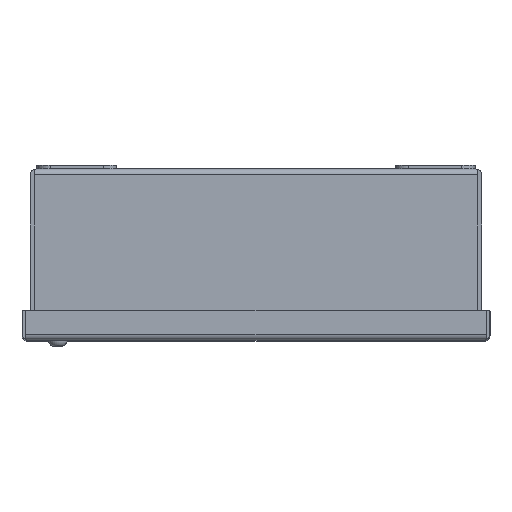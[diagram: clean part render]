
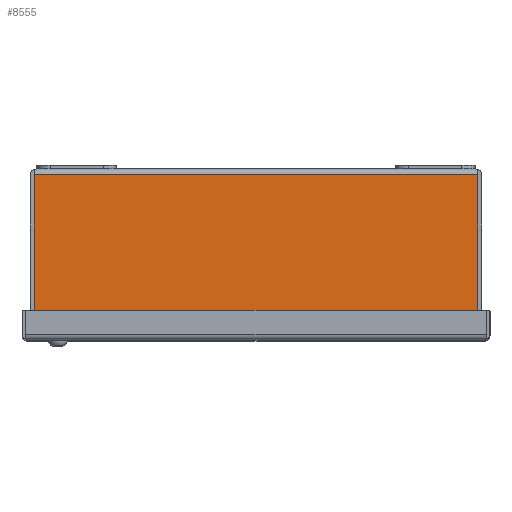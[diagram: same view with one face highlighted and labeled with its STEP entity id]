
A CAD part, top view. The second image highlights one B-rep face of the part: STEP entity #8555.
In plain terms, the highlighted planar face has unit normal (0, 0, 1).
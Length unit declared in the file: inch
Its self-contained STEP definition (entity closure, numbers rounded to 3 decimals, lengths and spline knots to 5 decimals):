
#190 = FACE_OUTER_BOUND ( 'NONE', #21530, .T. ) ;
#311 = VERTEX_POINT ( 'NONE', #22862 ) ;
#317 = DIRECTION ( 'NONE',  ( -1., 0., 0. ) ) ;
#963 = CARTESIAN_POINT ( 'NONE',  ( 29.156, -2.892, 5.875 ) ) ;
#1350 = LINE ( 'NONE', #9599, #10414 ) ;
#2179 = EDGE_CURVE ( 'NONE', #4969, #2465, #3769, .T. ) ;
#2465 = VERTEX_POINT ( 'NONE', #14849 ) ;
#3439 = CARTESIAN_POINT ( 'NONE',  ( 4.17721, -0.108, 5.875 ) ) ;
#3769 = LINE ( 'NONE', #9779, #15360 ) ;
#4239 = EDGE_CURVE ( 'NONE', #17576, #311, #1350, .T. ) ;
#4969 = VERTEX_POINT ( 'NONE', #3439 ) ;
#6356 = ORIENTED_EDGE ( 'NONE', *, *, #2179, .F. ) ;
#7571 = DIRECTION ( 'NONE',  ( 0., -1., 0. ) ) ;
#8555 = ADVANCED_FACE ( 'NONE', ( #190 ), #10524, .F. ) ;
#8660 = EDGE_CURVE ( 'NONE', #2465, #311, #23342, .T. ) ;
#9338 = DIRECTION ( 'NONE',  ( 0., -1., 0. ) ) ;
#9599 = CARTESIAN_POINT ( 'NONE',  ( -4.17721, 39.37008, 5.875 ) ) ;
#9779 = CARTESIAN_POINT ( 'NONE',  ( 4.17721, 39.37008, 5.875 ) ) ;
#10414 = VECTOR ( 'NONE', #9338, 39.37008 ) ;
#10524 = PLANE ( 'NONE',  #15522 ) ;
#11512 = CARTESIAN_POINT ( 'NONE',  ( -4.17721, -0.108, 5.875 ) ) ;
#11930 = EDGE_CURVE ( 'NONE', #17576, #4969, #23344, .T. ) ;
#13914 = VECTOR ( 'NONE', #25821, 39.37008 ) ;
#14722 = ORIENTED_EDGE ( 'NONE', *, *, #8660, .F. ) ;
#14849 = CARTESIAN_POINT ( 'NONE',  ( 4.17721, -2.892, 5.875 ) ) ;
#15359 = DIRECTION ( 'NONE',  ( -1., 0., 0. ) ) ;
#15360 = VECTOR ( 'NONE', #7571, 39.37008 ) ;
#15522 = AXIS2_PLACEMENT_3D ( 'NONE', #16674, #24128, #317 ) ;
#16674 = CARTESIAN_POINT ( 'NONE',  ( 29.156, 0., 5.875 ) ) ;
#17576 = VERTEX_POINT ( 'NONE', #11512 ) ;
#21530 = EDGE_LOOP ( 'NONE', ( #14722, #6356, #21815, #22780 ) ) ;
#21815 = ORIENTED_EDGE ( 'NONE', *, *, #11930, .F. ) ;
#22780 = ORIENTED_EDGE ( 'NONE', *, *, #4239, .T. ) ;
#22862 = CARTESIAN_POINT ( 'NONE',  ( -4.17721, -2.892, 5.875 ) ) ;
#23342 = LINE ( 'NONE', #963, #25555 ) ;
#23344 = LINE ( 'NONE', #23726, #13914 ) ;
#23726 = CARTESIAN_POINT ( 'NONE',  ( -4.142, -0.108, 5.875 ) ) ;
#24128 = DIRECTION ( 'NONE',  ( 0., 0., -1. ) ) ;
#25555 = VECTOR ( 'NONE', #15359, 39.37008 ) ;
#25821 = DIRECTION ( 'NONE',  ( 1., 0., 0. ) ) ;
